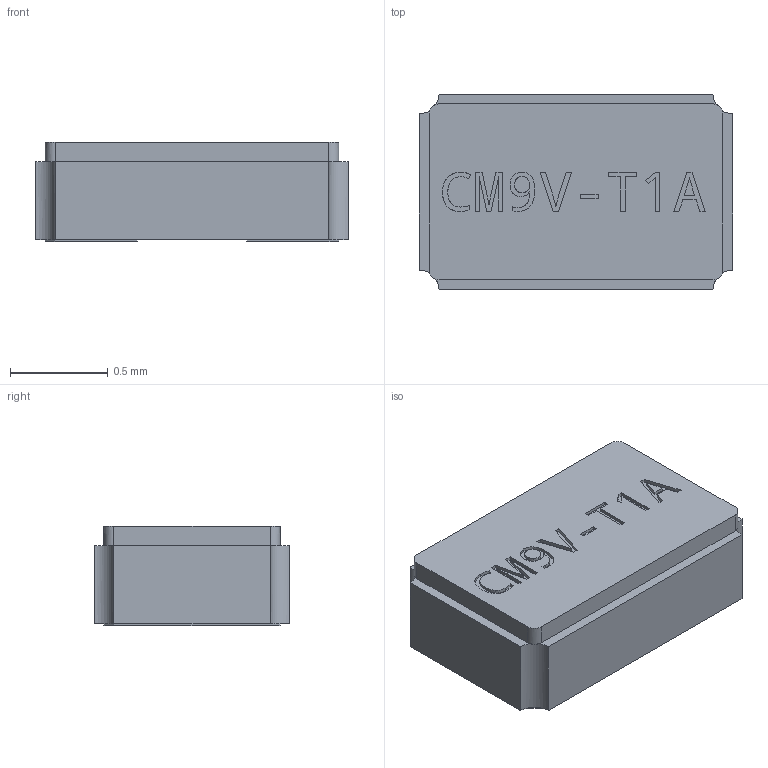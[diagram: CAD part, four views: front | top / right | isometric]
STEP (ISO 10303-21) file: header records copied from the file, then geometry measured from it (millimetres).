
FILE_DESCRIPTION(('FreeCAD Model'),'2;1');
FILE_NAME('xtal_CM9V-T1A.step','2020-01-12T23:42:31',( 'kicad StepUp'),('ksu MCAD'),'Open CASCADE STEP processor 7.3', 'FreeCAD','Unknown');
FILE_SCHEMA(('AUTOMOTIVE_DESIGN { 1 0 10303 214 1 1 1 1 }'));
Length unit declared in the file: millimetre
Products named in the file (1): xtal_CM9V-T1A
Bounding box: 1.6 x 1 x 0.51 mm (x, y, z)
Volume: 0.8 mm3; surface area: 5.8 mm2
Topology: 1 solids, 1 shells, 148 faces, 394 edges, 260 vertices
Faces by surface type: plane 100, extrusion 40, cylinder 8
Entity records: 5780 total; most frequent: CARTESIAN_POINT 1167, ORIENTED_EDGE 788, DIRECTION 604, EDGE_CURVE 394, VECTOR 322, LINE 282, VERTEX_POINT 260, FACE_BOUND 160
